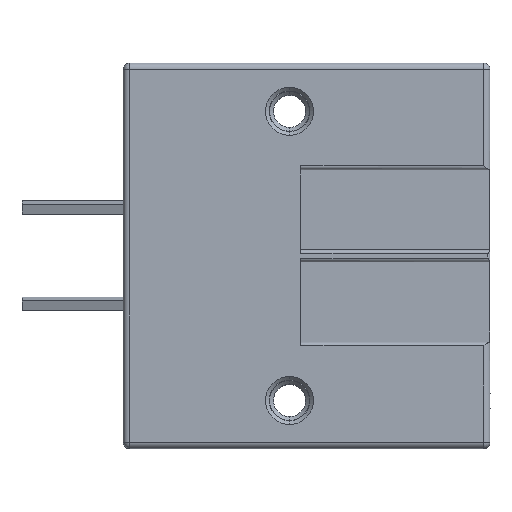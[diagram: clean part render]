
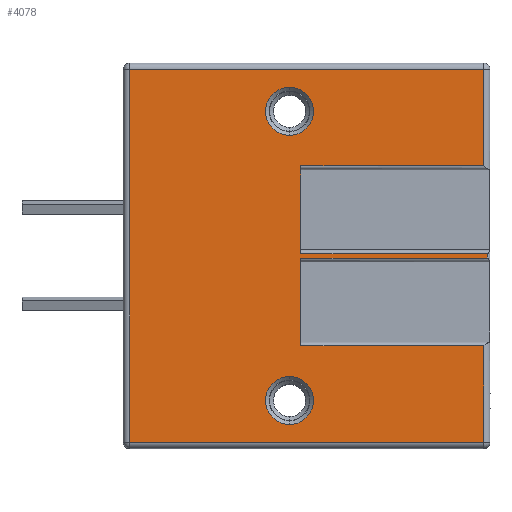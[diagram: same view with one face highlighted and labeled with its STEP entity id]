
A CAD part, top view. The second image highlights one B-rep face of the part: STEP entity #4078.
In plain terms, the highlighted planar face has unit normal (0, 0, 1).
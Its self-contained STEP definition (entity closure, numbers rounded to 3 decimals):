
#192=CARTESIAN_POINT('',(2.,19.05,6.956));
#193=DIRECTION('',(0.,0.,-1.));
#194=DIRECTION('',(0.,1.,0.));
#195=AXIS2_PLACEMENT_3D('',#192,#193,#194);
#197=CARTESIAN_POINT('',(2.,19.05,6.956));
#198=DIRECTION('',(0.,0.,-1.));
#199=DIRECTION('',(0.,-1.,0.));
#200=AXIS2_PLACEMENT_3D('',#197,#198,#199);
#202=CARTESIAN_POINT('',(2.,-3.81,6.956));
#203=DIRECTION('',(0.,0.,-1.));
#204=DIRECTION('',(0.,1.,0.));
#205=AXIS2_PLACEMENT_3D('',#202,#203,#204);
#207=CARTESIAN_POINT('',(2.,-3.81,6.956));
#208=DIRECTION('',(0.,0.,-1.));
#209=DIRECTION('',(0.,-1.,0.));
#210=AXIS2_PLACEMENT_3D('',#207,#208,#209);
#212=DIRECTION('',(0.,-1.,0.));
#213=VECTOR('',#212,7.63);
#214=CARTESIAN_POINT('',(17.35,0.51,6.956));
#215=LINE('',#214,#213);
#216=DIRECTION('',(1.,0.,0.));
#217=VECTOR('',#216,28.);
#218=CARTESIAN_POINT('',(-10.65,-7.12,6.956));
#219=LINE('',#218,#217);
#220=DIRECTION('',(-1.,0.,0.));
#221=VECTOR('',#220,28.);
#222=CARTESIAN_POINT('',(17.35,22.36,6.956));
#223=LINE('',#222,#221);
#224=DIRECTION('',(0.,-1.,0.));
#225=VECTOR('',#224,7.63);
#226=CARTESIAN_POINT('',(17.35,22.36,6.956));
#227=LINE('',#226,#225);
#228=DIRECTION('',(1.,0.,0.));
#229=VECTOR('',#228,14.45);
#230=CARTESIAN_POINT('',(2.9,14.73,6.956));
#231=LINE('',#230,#229);
#232=DIRECTION('',(0.,-1.,0.));
#233=VECTOR('',#232,6.94);
#234=CARTESIAN_POINT('',(2.9,14.73,6.956));
#235=LINE('',#234,#233);
#236=DIRECTION('',(1.,0.,0.));
#237=VECTOR('',#236,14.75);
#238=CARTESIAN_POINT('',(2.9,7.79,6.956));
#239=LINE('',#238,#237);
#240=DIRECTION('',(-1.,0.,0.));
#241=VECTOR('',#240,14.75);
#242=CARTESIAN_POINT('',(17.65,7.45,6.956));
#243=LINE('',#242,#241);
#244=DIRECTION('',(0.,1.,0.));
#245=VECTOR('',#244,6.94);
#246=CARTESIAN_POINT('',(2.9,0.51,6.956));
#247=LINE('',#246,#245);
#248=DIRECTION('',(-1.,0.,0.));
#249=VECTOR('',#248,14.45);
#250=CARTESIAN_POINT('',(17.35,0.51,6.956));
#251=LINE('',#250,#249);
#657=DIRECTION('',(0.,-1.,0.));
#658=VECTOR('',#657,29.48);
#659=CARTESIAN_POINT('',(-10.65,22.36,6.956));
#660=LINE('',#659,#658);
#1484=CARTESIAN_POINT('',(17.35,14.73,6.956));
#1517=DIRECTION('',(0.,1.,0.));
#1518=VECTOR('',#1517,0.34);
#1519=CARTESIAN_POINT('',(17.65,7.45,6.956));
#1520=LINE('',#1519,#1518);
#1827=CARTESIAN_POINT('',(17.35,0.51,6.956));
#3101=CARTESIAN_POINT('',(2.9,14.73,6.956));
#3102=CARTESIAN_POINT('',(2.9,7.79,6.956));
#3103=VERTEX_POINT('',#3101);
#3104=VERTEX_POINT('',#3102);
#3105=CARTESIAN_POINT('',(17.65,7.79,6.956));
#3106=VERTEX_POINT('',#3105);
#3238=CARTESIAN_POINT('',(2.9,0.51,6.956));
#3239=VERTEX_POINT('',#3238);
#3240=CARTESIAN_POINT('',(2.9,7.45,6.956));
#3241=VERTEX_POINT('',#3240);
#3248=CARTESIAN_POINT('',(17.65,7.45,6.956));
#3249=VERTEX_POINT('',#3248);
#3520=CARTESIAN_POINT('',(2.,20.95,6.956));
#3521=CARTESIAN_POINT('',(2.,17.15,6.956));
#3522=VERTEX_POINT('',#3520);
#3523=VERTEX_POINT('',#3521);
#3532=VERTEX_POINT('',#1484);
#3533=CARTESIAN_POINT('',(17.35,22.36,6.956));
#3534=VERTEX_POINT('',#3533);
#3553=CARTESIAN_POINT('',(-10.65,22.36,6.956));
#3554=VERTEX_POINT('',#3553);
#3684=CARTESIAN_POINT('',(2.,-1.91,6.956));
#3685=CARTESIAN_POINT('',(2.,-5.71,6.956));
#3686=VERTEX_POINT('',#3684);
#3687=VERTEX_POINT('',#3685);
#3692=VERTEX_POINT('',#1827);
#3698=CARTESIAN_POINT('',(17.35,-7.12,6.956));
#3699=VERTEX_POINT('',#3698);
#3714=CARTESIAN_POINT('',(-10.65,-7.12,6.956));
#3715=VERTEX_POINT('',#3714);
#4036=CARTESIAN_POINT('',(-10.95,0.,6.956));
#4037=DIRECTION('',(0.,0.,1.));
#4038=DIRECTION('',(1.,0.,0.));
#4039=AXIS2_PLACEMENT_3D('',#4036,#4037,#4038);
#4040=PLANE('',#4039);
#4042=ORIENTED_EDGE('',*,*,#4041,.T.);
#4044=ORIENTED_EDGE('',*,*,#4043,.F.);
#4046=ORIENTED_EDGE('',*,*,#4045,.F.);
#4048=ORIENTED_EDGE('',*,*,#4047,.F.);
#4050=ORIENTED_EDGE('',*,*,#4049,.T.);
#4052=ORIENTED_EDGE('',*,*,#4051,.F.);
#4054=ORIENTED_EDGE('',*,*,#4053,.T.);
#4056=ORIENTED_EDGE('',*,*,#4055,.T.);
#4058=ORIENTED_EDGE('',*,*,#4057,.F.);
#4060=ORIENTED_EDGE('',*,*,#4059,.T.);
#4062=ORIENTED_EDGE('',*,*,#4061,.F.);
#4064=ORIENTED_EDGE('',*,*,#4063,.F.);
#4065=EDGE_LOOP('',(#4042,#4044,#4046,#4048,#4050,#4052,#4054,#4056,#4058,#4060,
#4062,#4064));
#4066=FACE_OUTER_BOUND('',#4065,.F.);
#4068=ORIENTED_EDGE('',*,*,#4067,.F.);
#4069=ORIENTED_EDGE('',*,*,#4026,.F.);
#4070=EDGE_LOOP('',(#4068,#4069));
#4071=FACE_BOUND('',#4070,.F.);
#4073=ORIENTED_EDGE('',*,*,#4072,.F.);
#4075=ORIENTED_EDGE('',*,*,#4074,.F.);
#4076=EDGE_LOOP('',(#4073,#4075));
#4077=FACE_BOUND('',#4076,.F.);
#4078=ADVANCED_FACE('',(#4066,#4071,#4077),#4040,.T.);
#196=CIRCLE('',#195,1.9);
#201=CIRCLE('',#200,1.9);
#206=CIRCLE('',#205,1.9);
#211=CIRCLE('',#210,1.9);
#4026=EDGE_CURVE('',#3687,#3686,#211,.T.);
#4041=EDGE_CURVE('',#3692,#3699,#215,.T.);
#4043=EDGE_CURVE('',#3715,#3699,#219,.T.);
#4045=EDGE_CURVE('',#3554,#3715,#660,.T.);
#4047=EDGE_CURVE('',#3534,#3554,#223,.T.);
#4049=EDGE_CURVE('',#3534,#3532,#227,.T.);
#4051=EDGE_CURVE('',#3103,#3532,#231,.T.);
#4053=EDGE_CURVE('',#3103,#3104,#235,.T.);
#4055=EDGE_CURVE('',#3104,#3106,#239,.T.);
#4057=EDGE_CURVE('',#3249,#3106,#1520,.T.);
#4059=EDGE_CURVE('',#3249,#3241,#243,.T.);
#4061=EDGE_CURVE('',#3239,#3241,#247,.T.);
#4063=EDGE_CURVE('',#3692,#3239,#251,.T.);
#4067=EDGE_CURVE('',#3686,#3687,#206,.T.);
#4072=EDGE_CURVE('',#3522,#3523,#196,.T.);
#4074=EDGE_CURVE('',#3523,#3522,#201,.T.);
